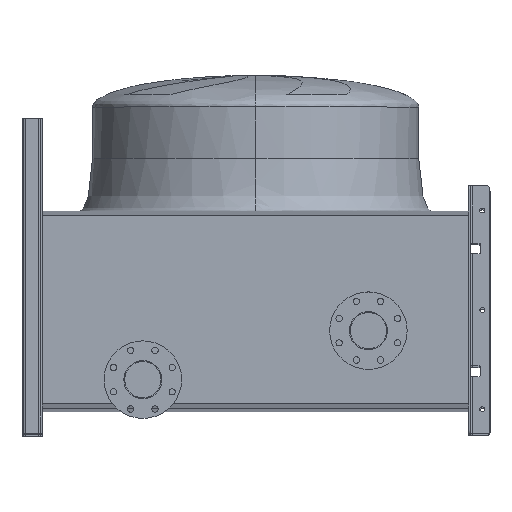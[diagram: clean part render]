
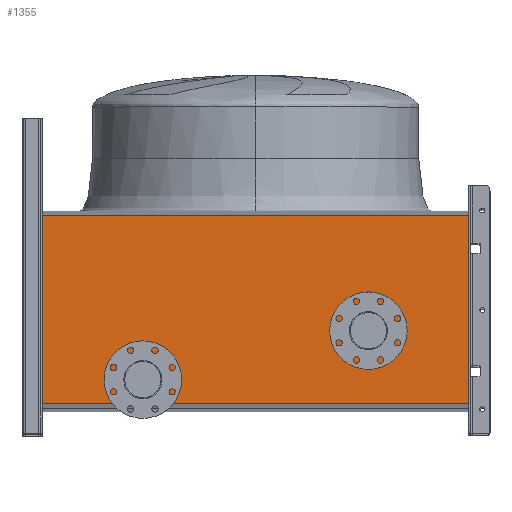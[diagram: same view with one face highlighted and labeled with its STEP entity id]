
A CAD part, top view. The second image highlights one B-rep face of the part: STEP entity #1355.
In plain terms, the highlighted planar face has unit normal (0, 0, 1).
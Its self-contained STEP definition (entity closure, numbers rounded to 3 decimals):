
#165 = AXIS2_PLACEMENT_3D ( 'NONE', #9443, #1632, #2744 ) ;
#398 = FACE_BOUND ( 'NONE', #6611, .T. ) ;
#478 = VERTEX_POINT ( 'NONE', #10999 ) ;
#496 = LINE ( 'NONE', #2761, #1544 ) ;
#546 = FACE_OUTER_BOUND ( 'NONE', #11642, .T. ) ;
#582 = CARTESIAN_POINT ( 'NONE',  ( 320., 274., 240. ) ) ;
#833 = EDGE_CURVE ( 'NONE', #11065, #13375, #496, .T. ) ;
#980 = CARTESIAN_POINT ( 'NONE',  ( 320., 220., 240. ) ) ;
#1146 = CARTESIAN_POINT ( 'NONE',  ( 605., 12.578, 240. ) ) ;
#1355 = ADVANCED_FACE ( 'NONE', ( #398, #546, #10384 ), #5061, .F. ) ;
#1544 = VECTOR ( 'NONE', #4866, 1000. ) ;
#1568 = DIRECTION ( 'NONE',  ( 0., -1., 0. ) ) ;
#1632 = DIRECTION ( 'NONE',  ( 0., 0., -1. ) ) ;
#1920 = DIRECTION ( 'NONE',  ( 0., 0., -1. ) ) ;
#1998 = LINE ( 'NONE', #4274, #2331 ) ;
#2187 = CIRCLE ( 'NONE', #10802, 54. ) ;
#2285 = EDGE_LOOP ( 'NONE', ( #5617, #5778 ) ) ;
#2331 = VECTOR ( 'NONE', #13000, 1000. ) ;
#2553 = AXIS2_PLACEMENT_3D ( 'NONE', #980, #7690, #11043 ) ;
#2744 = DIRECTION ( 'NONE',  ( -1., 0., 0. ) ) ;
#2761 = CARTESIAN_POINT ( 'NONE',  ( -605., 12.578, 240. ) ) ;
#2787 = EDGE_CURVE ( 'NONE', #8496, #13375, #1998, .T. ) ;
#2907 = DIRECTION ( 'NONE',  ( -1., 0., 0. ) ) ;
#3665 = EDGE_CURVE ( 'NONE', #4553, #4943, #2187, .T. ) ;
#3727 = CIRCLE ( 'NONE', #13264, 54. ) ;
#4213 = ORIENTED_EDGE ( 'NONE', *, *, #833, .T. ) ;
#4222 = VECTOR ( 'NONE', #1568, 1000. ) ;
#4264 = CARTESIAN_POINT ( 'NONE',  ( 320., 220., 240. ) ) ;
#4273 = ORIENTED_EDGE ( 'NONE', *, *, #2787, .F. ) ;
#4274 = CARTESIAN_POINT ( 'NONE',  ( 1214.262, 12.578, 240. ) ) ;
#4285 = LINE ( 'NONE', #6382, #6777 ) ;
#4322 = EDGE_CURVE ( 'NONE', #9630, #12954, #13206, .T. ) ;
#4381 = CARTESIAN_POINT ( 'NONE',  ( -320., 81., 240. ) ) ;
#4553 = VERTEX_POINT ( 'NONE', #5041 ) ;
#4866 = DIRECTION ( 'NONE',  ( 0., -1., 0. ) ) ;
#4943 = VERTEX_POINT ( 'NONE', #582 ) ;
#5004 = CARTESIAN_POINT ( 'NONE',  ( 605., 12.578, 240. ) ) ;
#5041 = CARTESIAN_POINT ( 'NONE',  ( 320., 166., 240. ) ) ;
#5061 = PLANE ( 'NONE',  #165 ) ;
#5063 = AXIS2_PLACEMENT_3D ( 'NONE', #13962, #13886, #2907 ) ;
#5331 = DIRECTION ( 'NONE',  ( -1., 0., 0. ) ) ;
#5617 = ORIENTED_EDGE ( 'NONE', *, *, #8965, .T. ) ;
#5778 = ORIENTED_EDGE ( 'NONE', *, *, #3665, .T. ) ;
#5934 = ORIENTED_EDGE ( 'NONE', *, *, #4322, .T. ) ;
#6382 = CARTESIAN_POINT ( 'NONE',  ( 1214.262, 547.422, 240. ) ) ;
#6611 = EDGE_LOOP ( 'NONE', ( #5934, #12052 ) ) ;
#6777 = VECTOR ( 'NONE', #14097, 1000. ) ;
#6833 = DIRECTION ( 'NONE',  ( 0., 0., -1. ) ) ;
#7597 = CARTESIAN_POINT ( 'NONE',  ( -605., 12.578, 240. ) ) ;
#7690 = DIRECTION ( 'NONE',  ( 0., 0., -1. ) ) ;
#8496 = VERTEX_POINT ( 'NONE', #1146 ) ;
#8965 = EDGE_CURVE ( 'NONE', #4943, #4553, #11606, .T. ) ;
#9189 = CARTESIAN_POINT ( 'NONE',  ( -605., 547.422, 240. ) ) ;
#9443 = CARTESIAN_POINT ( 'NONE',  ( 1214.262, 12.578, 240. ) ) ;
#9452 = LINE ( 'NONE', #5004, #4222 ) ;
#9630 = VERTEX_POINT ( 'NONE', #10102 ) ;
#10102 = CARTESIAN_POINT ( 'NONE',  ( -320., 135., 240. ) ) ;
#10384 = FACE_BOUND ( 'NONE', #2285, .T. ) ;
#10802 = AXIS2_PLACEMENT_3D ( 'NONE', #4264, #1920, #5331 ) ;
#10969 = EDGE_CURVE ( 'NONE', #12954, #9630, #3727, .T. ) ;
#10999 = CARTESIAN_POINT ( 'NONE',  ( 605., 547.422, 240. ) ) ;
#11043 = DIRECTION ( 'NONE',  ( -1., 0., 0. ) ) ;
#11065 = VERTEX_POINT ( 'NONE', #9189 ) ;
#11292 = DIRECTION ( 'NONE',  ( -1., 0., 0. ) ) ;
#11348 = CARTESIAN_POINT ( 'NONE',  ( -320., 27., 240. ) ) ;
#11606 = CIRCLE ( 'NONE', #2553, 54. ) ;
#11642 = EDGE_LOOP ( 'NONE', ( #14306, #13010, #4213, #4273 ) ) ;
#12052 = ORIENTED_EDGE ( 'NONE', *, *, #10969, .T. ) ;
#12421 = EDGE_CURVE ( 'NONE', #478, #8496, #9452, .T. ) ;
#12954 = VERTEX_POINT ( 'NONE', #11348 ) ;
#13000 = DIRECTION ( 'NONE',  ( -1., 0., 0. ) ) ;
#13010 = ORIENTED_EDGE ( 'NONE', *, *, #13636, .T. ) ;
#13206 = CIRCLE ( 'NONE', #5063, 54. ) ;
#13264 = AXIS2_PLACEMENT_3D ( 'NONE', #4381, #6833, #11292 ) ;
#13375 = VERTEX_POINT ( 'NONE', #7597 ) ;
#13636 = EDGE_CURVE ( 'NONE', #478, #11065, #4285, .T. ) ;
#13886 = DIRECTION ( 'NONE',  ( 0., 0., -1. ) ) ;
#13962 = CARTESIAN_POINT ( 'NONE',  ( -320., 81., 240. ) ) ;
#14097 = DIRECTION ( 'NONE',  ( -1., 0., 0. ) ) ;
#14306 = ORIENTED_EDGE ( 'NONE', *, *, #12421, .F. ) ;
